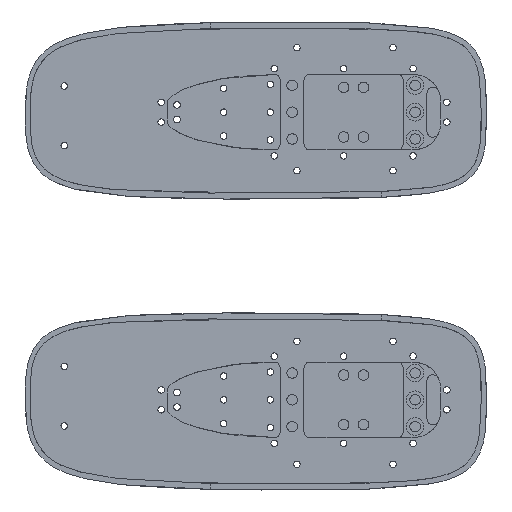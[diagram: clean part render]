
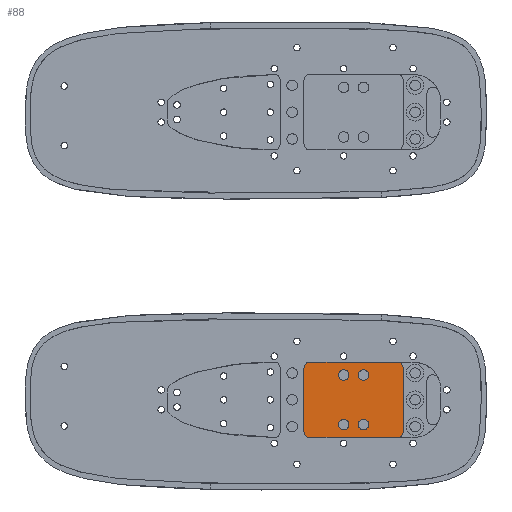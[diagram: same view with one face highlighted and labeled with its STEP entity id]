
A CAD part, top view. The second image highlights one B-rep face of the part: STEP entity #88.
In plain terms, the highlighted planar face has unit normal (0, 0, 1).
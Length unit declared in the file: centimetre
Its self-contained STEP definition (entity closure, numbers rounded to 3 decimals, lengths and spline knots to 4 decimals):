
#88=ADVANCED_FACE('',(#830,#593,#594,#595,#596),#9079,.T.);
#593=FACE_BOUND('',#1368,.T.);
#594=FACE_BOUND('',#1369,.T.);
#595=FACE_BOUND('',#1370,.T.);
#596=FACE_BOUND('',#1371,.T.);
#830=FACE_OUTER_BOUND('',#1367,.T.);
#1367=EDGE_LOOP('',(#2236,#2237,#2238,#2239,#2240,#2241,#2242,#2243));
#1368=EDGE_LOOP('',(#2244,#2245));
#1369=EDGE_LOOP('',(#2246,#2247));
#1370=EDGE_LOOP('',(#2248,#2249));
#1371=EDGE_LOOP('',(#2250,#2251));
#2236=ORIENTED_EDGE('',*,*,#4775,.T.);
#2237=ORIENTED_EDGE('',*,*,#4781,.F.);
#2238=ORIENTED_EDGE('',*,*,#4784,.T.);
#2239=ORIENTED_EDGE('',*,*,#4779,.F.);
#2240=ORIENTED_EDGE('',*,*,#4777,.T.);
#2241=ORIENTED_EDGE('',*,*,#4778,.F.);
#2242=ORIENTED_EDGE('',*,*,#4785,.T.);
#2243=ORIENTED_EDGE('',*,*,#4780,.F.);
#2244=ORIENTED_EDGE('',*,*,#4796,.F.);
#2245=ORIENTED_EDGE('',*,*,#4797,.F.);
#2246=ORIENTED_EDGE('',*,*,#4799,.F.);
#2247=ORIENTED_EDGE('',*,*,#4800,.F.);
#2248=ORIENTED_EDGE('',*,*,#4802,.F.);
#2249=ORIENTED_EDGE('',*,*,#4803,.F.);
#2250=ORIENTED_EDGE('',*,*,#4805,.F.);
#2251=ORIENTED_EDGE('',*,*,#4806,.F.);
#4775=EDGE_CURVE('',#7954,#7955,#7221,.T.);
#4777=EDGE_CURVE('',#7958,#7959,#7223,.T.);
#4778=EDGE_CURVE('',#7947,#7959,#6044,.T.);
#4779=EDGE_CURVE('',#7958,#7942,#6045,.T.);
#4780=EDGE_CURVE('',#7954,#7946,#6046,.T.);
#4781=EDGE_CURVE('',#7943,#7955,#6047,.T.);
#4784=EDGE_CURVE('',#7943,#7942,#7224,.T.);
#4785=EDGE_CURVE('',#7947,#7946,#7225,.T.);
#4796=EDGE_CURVE('',#7962,#7963,#6051,.T.);
#4797=EDGE_CURVE('',#7963,#7962,#6052,.T.);
#4799=EDGE_CURVE('',#7964,#7965,#6053,.T.);
#4800=EDGE_CURVE('',#7965,#7964,#6054,.T.);
#4802=EDGE_CURVE('',#7966,#7967,#6055,.T.);
#4803=EDGE_CURVE('',#7967,#7966,#6056,.T.);
#4805=EDGE_CURVE('',#7968,#7969,#6057,.T.);
#4806=EDGE_CURVE('',#7969,#7968,#6058,.T.);
#6044=TRIMMED_CURVE($,#6636,(#12923),(#12924),.T.,.CARTESIAN.);
#6045=TRIMMED_CURVE($,#6637,(#12926),(#12927),.T.,.CARTESIAN.);
#6046=TRIMMED_CURVE($,#6638,(#12929),(#12930),.T.,.CARTESIAN.);
#6047=TRIMMED_CURVE($,#6639,(#12932),(#12933),.T.,.CARTESIAN.);
#6051=TRIMMED_CURVE($,#6643,(#12967),(#12968),.T.,.CARTESIAN.);
#6052=TRIMMED_CURVE($,#6644,(#12970),(#12971),.T.,.CARTESIAN.);
#6053=TRIMMED_CURVE($,#6645,(#12975),(#12976),.T.,.CARTESIAN.);
#6054=TRIMMED_CURVE($,#6646,(#12978),(#12979),.T.,.CARTESIAN.);
#6055=TRIMMED_CURVE($,#6647,(#12983),(#12984),.T.,.CARTESIAN.);
#6056=TRIMMED_CURVE($,#6648,(#12986),(#12987),.T.,.CARTESIAN.);
#6057=TRIMMED_CURVE($,#6649,(#12991),(#12992),.T.,.CARTESIAN.);
#6058=TRIMMED_CURVE($,#6650,(#12994),(#12995),.T.,.CARTESIAN.);
#6636=CIRCLE('',#9443,0.3);
#6637=CIRCLE('',#9444,0.3);
#6638=CIRCLE('',#9445,0.3);
#6639=CIRCLE('',#9446,0.3);
#6643=CIRCLE('',#9450,0.265);
#6644=CIRCLE('',#9451,0.265);
#6645=CIRCLE('',#9452,0.265);
#6646=CIRCLE('',#9453,0.265);
#6647=CIRCLE('',#9454,0.265);
#6648=CIRCLE('',#9455,0.265);
#6649=CIRCLE('',#9456,0.265);
#6650=CIRCLE('',#9457,0.265);
#7221=B_SPLINE_CURVE_WITH_KNOTS('',1,(#12916,#12917),.UNSPECIFIED.,.F.,
 .F.,(2,2),(-3.5,-0.3),.UNSPECIFIED.);
#7223=B_SPLINE_CURVE_WITH_KNOTS('',1,(#12920,#12921),.UNSPECIFIED.,.F.,
 .F.,(2,2),(-16.,16.),.UNSPECIFIED.);
#7224=B_SPLINE_CURVE_WITH_KNOTS('',1,(#12940,#12941),.UNSPECIFIED.,.F.,
 .F.,(2,2),(189.4062,233.4062),.UNSPECIFIED.);
#7225=B_SPLINE_CURVE_WITH_KNOTS('',1,(#12942,#12943),.UNSPECIFIED.,.F.,
 .F.,(2,2),(394.2528,438.2528),.UNSPECIFIED.);
#7942=VERTEX_POINT('',#12785);
#7943=VERTEX_POINT('',#12786);
#7946=VERTEX_POINT('',#12789);
#7947=VERTEX_POINT('',#12790);
#7954=VERTEX_POINT('',#12797);
#7955=VERTEX_POINT('',#12798);
#7958=VERTEX_POINT('',#12801);
#7959=VERTEX_POINT('',#12802);
#7962=VERTEX_POINT('',#12805);
#7963=VERTEX_POINT('',#12806);
#7964=VERTEX_POINT('',#12807);
#7965=VERTEX_POINT('',#12808);
#7966=VERTEX_POINT('',#12809);
#7967=VERTEX_POINT('',#12810);
#7968=VERTEX_POINT('',#12811);
#7969=VERTEX_POINT('',#12812);
#9079=PLANE('',#9405);
#9405=AXIS2_PLACEMENT_3D('',#12549,#10507,$);
#9443=AXIS2_PLACEMENT_3D($,#12922,#10559,#10560);
#9444=AXIS2_PLACEMENT_3D($,#12925,#10561,#10562);
#9445=AXIS2_PLACEMENT_3D($,#12928,#10563,#10564);
#9446=AXIS2_PLACEMENT_3D($,#12931,#10565,#10566);
#9450=AXIS2_PLACEMENT_3D($,#12966,#10573,#10574);
#9451=AXIS2_PLACEMENT_3D($,#12969,#10575,#10576);
#9452=AXIS2_PLACEMENT_3D($,#12974,#10577,#10578);
#9453=AXIS2_PLACEMENT_3D($,#12977,#10579,#10580);
#9454=AXIS2_PLACEMENT_3D($,#12982,#10581,#10582);
#9455=AXIS2_PLACEMENT_3D($,#12985,#10583,#10584);
#9456=AXIS2_PLACEMENT_3D($,#12990,#10585,#10586);
#9457=AXIS2_PLACEMENT_3D($,#12993,#10587,#10588);
#10507=DIRECTION('',(0.,0.,1.));
#10559=DIRECTION('',(0.,0.,-1.));
#10560=DIRECTION('',(0.,-1.,0.));
#10561=DIRECTION('',(0.,0.,-1.));
#10562=DIRECTION('',(-1.,0.,0.));
#10563=DIRECTION('',(0.,0.,-1.));
#10564=DIRECTION('',(1.,0.,0.));
#10565=DIRECTION('',(0.,0.,-1.));
#10566=DIRECTION('',(0.,1.,0.));
#10573=DIRECTION('',(0.,0.,1.));
#10574=DIRECTION('',(1.,0.,0.));
#10575=DIRECTION('',(0.,0.,1.));
#10576=DIRECTION('',(-1.,0.,0.));
#10577=DIRECTION('',(0.,0.,1.));
#10578=DIRECTION('',(1.,0.,0.));
#10579=DIRECTION('',(0.,0.,1.));
#10580=DIRECTION('',(-1.,0.,0.));
#10581=DIRECTION('',(0.,0.,1.));
#10582=DIRECTION('',(1.,0.,0.));
#10583=DIRECTION('',(0.,0.,1.));
#10584=DIRECTION('',(-1.,0.,0.));
#10585=DIRECTION('',(0.,0.,1.));
#10586=DIRECTION('',(1.,0.,0.));
#10587=DIRECTION('',(0.,0.,1.));
#10588=DIRECTION('',(-1.,0.,0.));
#12549=CARTESIAN_POINT('',(-383.4662,418.829,-36.2933));
#12785=CARTESIAN_POINT('',(-383.1662,422.629,-36.2933));
#12786=CARTESIAN_POINT('',(-378.7662,422.629,-36.2933));
#12789=CARTESIAN_POINT('',(-378.7662,418.829,-36.2933));
#12790=CARTESIAN_POINT('',(-383.1662,418.829,-36.2933));
#12797=CARTESIAN_POINT('',(-378.4662,419.129,-36.2933));
#12798=CARTESIAN_POINT('',(-378.4662,422.329,-36.2933));
#12801=CARTESIAN_POINT('',(-383.4662,422.329,-36.2933));
#12802=CARTESIAN_POINT('',(-383.4662,419.129,-36.2933));
#12805=CARTESIAN_POINT('',(-381.2012,421.979,-36.2933));
#12806=CARTESIAN_POINT('',(-381.7312,421.979,-36.2933));
#12807=CARTESIAN_POINT('',(-380.2012,421.979,-36.2933));
#12808=CARTESIAN_POINT('',(-380.7312,421.979,-36.2933));
#12809=CARTESIAN_POINT('',(-381.2012,419.479,-36.2933));
#12810=CARTESIAN_POINT('',(-381.7312,419.479,-36.2933));
#12811=CARTESIAN_POINT('',(-380.2012,419.479,-36.2933));
#12812=CARTESIAN_POINT('',(-380.7312,419.479,-36.2933));
#12916=CARTESIAN_POINT('',(-378.4662,419.129,-36.2933));
#12917=CARTESIAN_POINT('',(-378.4662,422.329,-36.2933));
#12920=CARTESIAN_POINT('',(-383.4662,422.329,-36.2933));
#12921=CARTESIAN_POINT('',(-383.4662,419.129,-36.2933));
#12922=CARTESIAN_POINT('',(-383.1662,419.129,-36.2933));
#12923=CARTESIAN_POINT('',(-383.1662,418.829,-36.2933));
#12924=CARTESIAN_POINT('',(-383.4662,419.129,-36.2933));
#12925=CARTESIAN_POINT('',(-383.1662,422.329,-36.2933));
#12926=CARTESIAN_POINT('',(-383.4662,422.329,-36.2933));
#12927=CARTESIAN_POINT('',(-383.1662,422.629,-36.2933));
#12928=CARTESIAN_POINT('',(-378.7662,419.129,-36.2933));
#12929=CARTESIAN_POINT('',(-378.4662,419.129,-36.2933));
#12930=CARTESIAN_POINT('',(-378.7662,418.829,-36.2933));
#12931=CARTESIAN_POINT('',(-378.7662,422.329,-36.2933));
#12932=CARTESIAN_POINT('',(-378.7662,422.629,-36.2933));
#12933=CARTESIAN_POINT('',(-378.4662,422.329,-36.2933));
#12940=CARTESIAN_POINT('',(-378.7662,422.629,-36.2933));
#12941=CARTESIAN_POINT('',(-383.1662,422.629,-36.2933));
#12942=CARTESIAN_POINT('',(-383.1662,418.829,-36.2933));
#12943=CARTESIAN_POINT('',(-378.7662,418.829,-36.2933));
#12966=CARTESIAN_POINT('',(-381.4662,421.979,-36.2933));
#12967=CARTESIAN_POINT('',(-381.2012,421.979,-36.2933));
#12968=CARTESIAN_POINT('',(-381.7312,421.979,-36.2933));
#12969=CARTESIAN_POINT('',(-381.4662,421.979,-36.2933));
#12970=CARTESIAN_POINT('',(-381.7312,421.979,-36.2933));
#12971=CARTESIAN_POINT('',(-381.2012,421.979,-36.2933));
#12974=CARTESIAN_POINT('',(-380.4662,421.979,-36.2933));
#12975=CARTESIAN_POINT('',(-380.2012,421.979,-36.2933));
#12976=CARTESIAN_POINT('',(-380.7312,421.979,-36.2933));
#12977=CARTESIAN_POINT('',(-380.4662,421.979,-36.2933));
#12978=CARTESIAN_POINT('',(-380.7312,421.979,-36.2933));
#12979=CARTESIAN_POINT('',(-380.2012,421.979,-36.2933));
#12982=CARTESIAN_POINT('',(-381.4662,419.479,-36.2933));
#12983=CARTESIAN_POINT('',(-381.2012,419.479,-36.2933));
#12984=CARTESIAN_POINT('',(-381.7312,419.479,-36.2933));
#12985=CARTESIAN_POINT('',(-381.4662,419.479,-36.2933));
#12986=CARTESIAN_POINT('',(-381.7312,419.479,-36.2933));
#12987=CARTESIAN_POINT('',(-381.2012,419.479,-36.2933));
#12990=CARTESIAN_POINT('',(-380.4662,419.479,-36.2933));
#12991=CARTESIAN_POINT('',(-380.2012,419.479,-36.2933));
#12992=CARTESIAN_POINT('',(-380.7312,419.479,-36.2933));
#12993=CARTESIAN_POINT('',(-380.4662,419.479,-36.2933));
#12994=CARTESIAN_POINT('',(-380.7312,419.479,-36.2933));
#12995=CARTESIAN_POINT('',(-380.2012,419.479,-36.2933));
